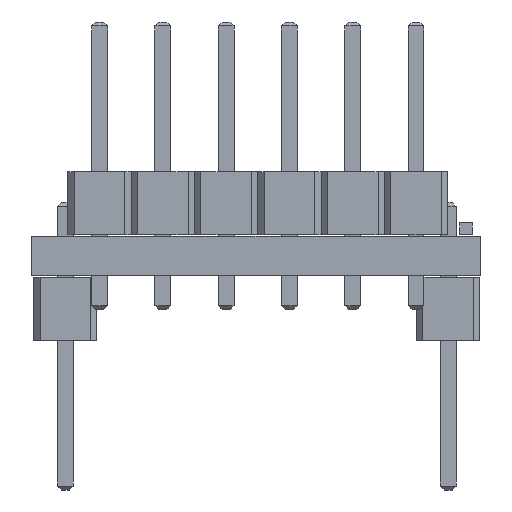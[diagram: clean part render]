
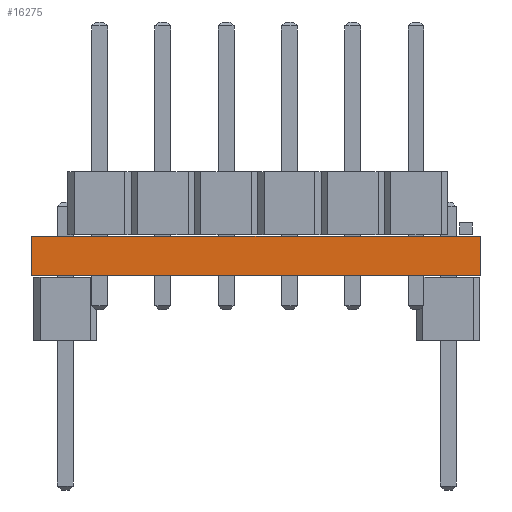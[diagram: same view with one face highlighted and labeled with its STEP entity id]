
A CAD part, front view. The second image highlights one B-rep face of the part: STEP entity #16275.
In plain terms, the highlighted planar face has unit normal (0, -1, 0).
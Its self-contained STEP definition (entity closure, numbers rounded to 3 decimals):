
#16275 = ADVANCED_FACE('',(#16276),#16310,.T.);
#16276 = FACE_BOUND('',#16277,.T.);
#16277 = EDGE_LOOP('',(#16278,#16288,#16296,#16304));
#16278 = ORIENTED_EDGE('',*,*,#16279,.T.);
#16279 = EDGE_CURVE('',#16280,#16282,#16284,.T.);
#16280 = VERTEX_POINT('',#16281);
#16281 = CARTESIAN_POINT('',(111.367,-87.069,0.));
#16282 = VERTEX_POINT('',#16283);
#16283 = CARTESIAN_POINT('',(111.367,-87.069,1.6));
#16284 = LINE('',#16285,#16286);
#16285 = CARTESIAN_POINT('',(111.367,-87.069,0.));
#16286 = VECTOR('',#16287,1.);
#16287 = DIRECTION('',(0.,0.,1.));
#16288 = ORIENTED_EDGE('',*,*,#16289,.T.);
#16289 = EDGE_CURVE('',#16282,#16290,#16292,.T.);
#16290 = VERTEX_POINT('',#16291);
#16291 = CARTESIAN_POINT('',(93.367,-87.069,1.6));
#16292 = LINE('',#16293,#16294);
#16293 = CARTESIAN_POINT('',(111.367,-87.069,1.6));
#16294 = VECTOR('',#16295,1.);
#16295 = DIRECTION('',(-1.,0.,0.));
#16296 = ORIENTED_EDGE('',*,*,#16297,.F.);
#16297 = EDGE_CURVE('',#16298,#16290,#16300,.T.);
#16298 = VERTEX_POINT('',#16299);
#16299 = CARTESIAN_POINT('',(93.367,-87.069,0.));
#16300 = LINE('',#16301,#16302);
#16301 = CARTESIAN_POINT('',(93.367,-87.069,0.));
#16302 = VECTOR('',#16303,1.);
#16303 = DIRECTION('',(0.,0.,1.));
#16304 = ORIENTED_EDGE('',*,*,#16305,.F.);
#16305 = EDGE_CURVE('',#16280,#16298,#16306,.T.);
#16306 = LINE('',#16307,#16308);
#16307 = CARTESIAN_POINT('',(111.367,-87.069,0.));
#16308 = VECTOR('',#16309,1.);
#16309 = DIRECTION('',(-1.,0.,0.));
#16310 = PLANE('',#16311);
#16311 = AXIS2_PLACEMENT_3D('',#16312,#16313,#16314);
#16312 = CARTESIAN_POINT('',(111.367,-87.069,0.));
#16313 = DIRECTION('',(0.,-1.,0.));
#16314 = DIRECTION('',(-1.,0.,0.));
